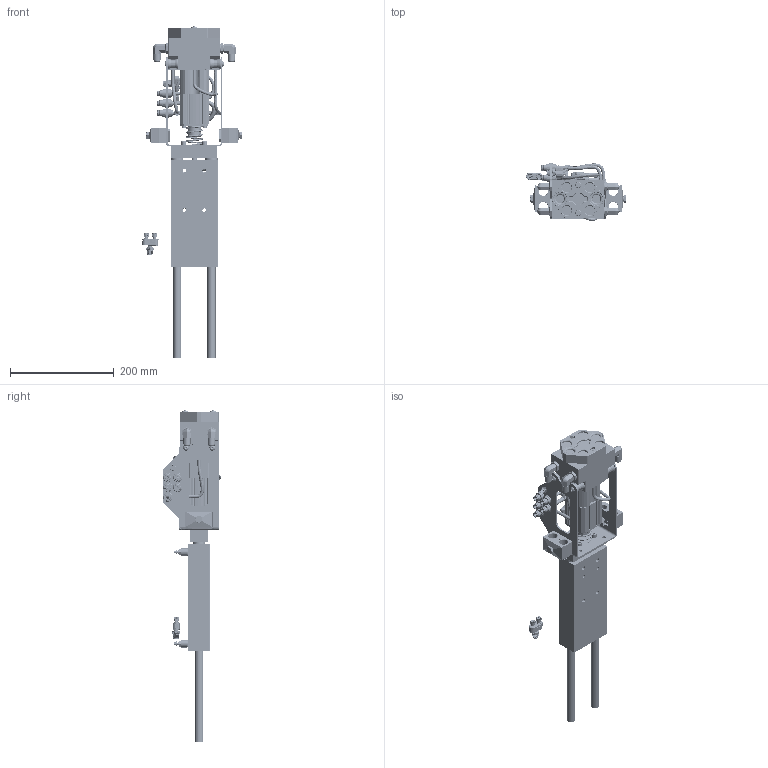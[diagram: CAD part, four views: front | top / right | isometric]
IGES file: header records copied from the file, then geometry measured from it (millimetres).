
Start section:  PTC IGES file: ilc56001011.igs
Global section: file name: ilc56001011.igs; native system: Creo Parametric by PTC Inc.; preprocessor: 2021164; author: BCoats; organization: Unknown; date: 20230731.121502; units: inch
Bounding box: 193.76 x 112.25 x 640.97 mm (x, y, z)
Surface area: 394209 mm2 (no closed solid volume)
Topology: 0 solids, 0 shells, 4677 faces, 26775 edges, 27762 vertices
Faces by surface type: bspline 2432, revolution 2165, extrusion 80
